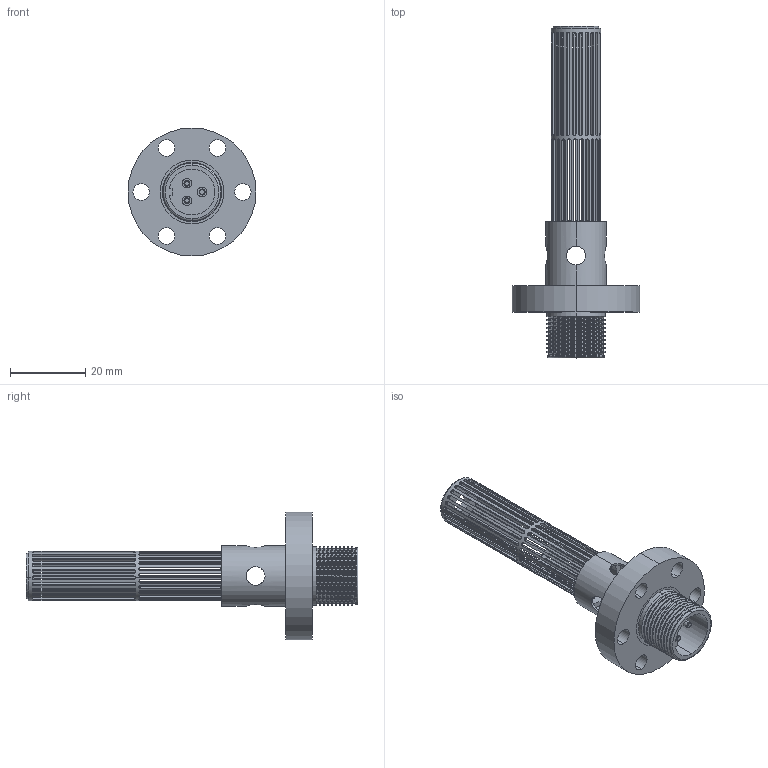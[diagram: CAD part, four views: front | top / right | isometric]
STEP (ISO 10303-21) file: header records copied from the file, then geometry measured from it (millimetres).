
FILE_DESCRIPTION (( 'STEP AP214' ), '1' );
FILE_NAME ('柲ァ撙郪璃-CF16-50L.STEP', '2023-07-20T05:43:26', ( '' ), ( '' ), 'SwSTEP 2.0', 'SolidWorks 2020', '' );
FILE_SCHEMA (( 'AUTOMOTIVE_DESIGN' ));
Length unit declared in the file: millimetre
Products named in the file (1): 柲ァ撙郪璃-CF16-50L
Bounding box: 34 x 88.2 x 34 mm (x, y, z)
Volume: 6632.3 mm3; surface area: 10892 mm2
Topology: 8 solids, 8 shells, 425 faces, 1202 edges, 766 vertices
Faces by surface type: cylinder 224, plane 136, cone 50, torus 12, bspline 3
Entity records: 20475 total; most frequent: CARTESIAN_POINT 4887, ORIENTED_EDGE 2382, DIRECTION 2077, EDGE_CURVE 1191, VERTEX_POINT 761, AXIS2_PLACEMENT_3D 729, VECTOR 619, LINE 619
